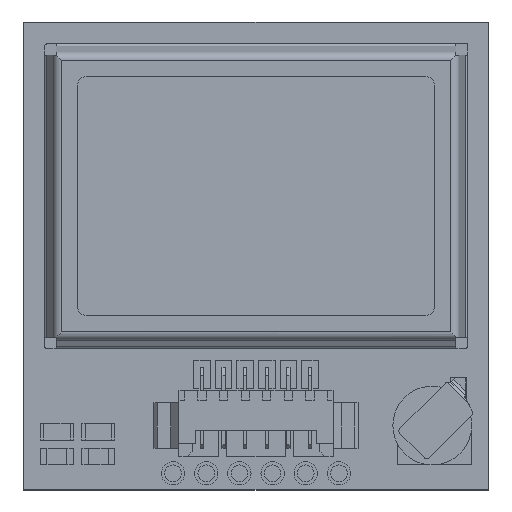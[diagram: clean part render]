
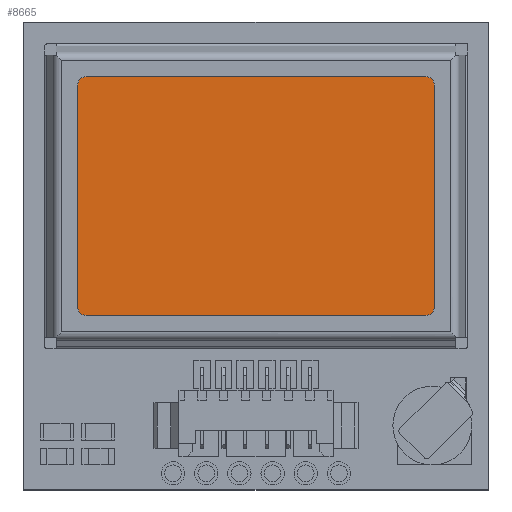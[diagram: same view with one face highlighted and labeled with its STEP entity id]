
A CAD part, top view. The second image highlights one B-rep face of the part: STEP entity #8665.
In plain terms, the highlighted planar face has unit normal (0, 0, 1).
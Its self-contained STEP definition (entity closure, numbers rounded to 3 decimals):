
#182=CIRCLE('',#9434,0.5);
#183=CIRCLE('',#9435,0.5);
#184=CIRCLE('',#9436,0.5);
#185=CIRCLE('',#9437,0.5);
#747=FACE_OUTER_BOUND('',#1251,.T.);
#1251=EDGE_LOOP('',(#7149,#7150,#7151,#7152,#7153,#7154,#7155,#7156));
#2216=LINE('',#13798,#3271);
#2217=LINE('',#13802,#3272);
#2218=LINE('',#13806,#3273);
#2219=LINE('',#13809,#3274);
#3271=VECTOR('',#11226,10.);
#3272=VECTOR('',#11229,10.);
#3273=VECTOR('',#11232,10.);
#3274=VECTOR('',#11235,10.);
#4078=VERTEX_POINT('',#13794);
#4079=VERTEX_POINT('',#13795);
#4080=VERTEX_POINT('',#13797);
#4081=VERTEX_POINT('',#13799);
#4082=VERTEX_POINT('',#13801);
#4083=VERTEX_POINT('',#13803);
#4084=VERTEX_POINT('',#13805);
#4085=VERTEX_POINT('',#13807);
#5141=EDGE_CURVE('',#4078,#4079,#182,.T.);
#5142=EDGE_CURVE('',#4080,#4078,#2216,.T.);
#5143=EDGE_CURVE('',#4081,#4080,#183,.T.);
#5144=EDGE_CURVE('',#4082,#4081,#2217,.T.);
#5145=EDGE_CURVE('',#4083,#4082,#184,.T.);
#5146=EDGE_CURVE('',#4084,#4083,#2218,.T.);
#5147=EDGE_CURVE('',#4085,#4084,#185,.T.);
#5148=EDGE_CURVE('',#4079,#4085,#2219,.T.);
#7149=ORIENTED_EDGE('',*,*,#5141,.F.);
#7150=ORIENTED_EDGE('',*,*,#5142,.F.);
#7151=ORIENTED_EDGE('',*,*,#5143,.F.);
#7152=ORIENTED_EDGE('',*,*,#5144,.F.);
#7153=ORIENTED_EDGE('',*,*,#5145,.F.);
#7154=ORIENTED_EDGE('',*,*,#5146,.F.);
#7155=ORIENTED_EDGE('',*,*,#5147,.F.);
#7156=ORIENTED_EDGE('',*,*,#5148,.F.);
#8227=PLANE('',#9433);
#8665=ADVANCED_FACE('',(#747),#8227,.T.);
#9433=AXIS2_PLACEMENT_3D('',#13793,#11222,#11223);
#9434=AXIS2_PLACEMENT_3D('',#13796,#11224,#11225);
#9435=AXIS2_PLACEMENT_3D('',#13800,#11227,#11228);
#9436=AXIS2_PLACEMENT_3D('',#13804,#11230,#11231);
#9437=AXIS2_PLACEMENT_3D('',#13808,#11233,#11234);
#11222=DIRECTION('center_axis',(0.,0.,1.));
#11223=DIRECTION('ref_axis',(1.,0.,0.));
#11224=DIRECTION('center_axis',(0.,0.,-1.));
#11225=DIRECTION('ref_axis',(-0.707,-0.707,0.));
#11226=DIRECTION('',(-1.,0.,0.));
#11227=DIRECTION('center_axis',(0.,0.,-1.));
#11228=DIRECTION('ref_axis',(0.707,-0.707,0.));
#11229=DIRECTION('',(0.,-1.,0.));
#11230=DIRECTION('center_axis',(0.,0.,-1.));
#11231=DIRECTION('ref_axis',(0.707,0.707,0.));
#11232=DIRECTION('',(1.,0.,0.));
#11233=DIRECTION('center_axis',(0.,0.,-1.));
#11234=DIRECTION('ref_axis',(-0.707,0.707,0.));
#11235=DIRECTION('',(0.,1.,0.));
#13793=CARTESIAN_POINT('Origin',(14.,17.7,3.6));
#13794=CARTESIAN_POINT('',(3.76,10.51,3.6));
#13795=CARTESIAN_POINT('',(3.26,11.01,3.6));
#13796=CARTESIAN_POINT('Origin',(3.76,11.01,3.6));
#13797=CARTESIAN_POINT('',(24.24,10.51,3.6));
#13798=CARTESIAN_POINT('',(8.63,10.51,3.6));
#13799=CARTESIAN_POINT('',(24.74,11.01,3.6));
#13800=CARTESIAN_POINT('Origin',(24.24,11.01,3.6));
#13801=CARTESIAN_POINT('',(24.74,24.39,3.6));
#13802=CARTESIAN_POINT('',(24.74,14.105,3.6));
#13803=CARTESIAN_POINT('',(24.24,24.89,3.6));
#13804=CARTESIAN_POINT('Origin',(24.24,24.39,3.6));
#13805=CARTESIAN_POINT('',(3.76,24.89,3.6));
#13806=CARTESIAN_POINT('',(19.37,24.89,3.6));
#13807=CARTESIAN_POINT('',(3.26,24.39,3.6));
#13808=CARTESIAN_POINT('Origin',(3.76,24.39,3.6));
#13809=CARTESIAN_POINT('',(3.26,21.295,3.6));
